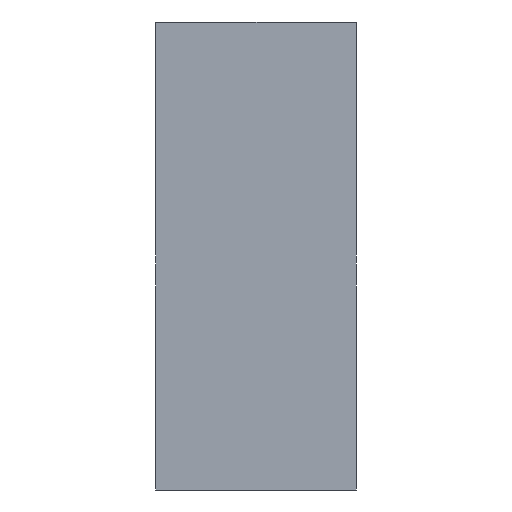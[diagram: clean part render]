
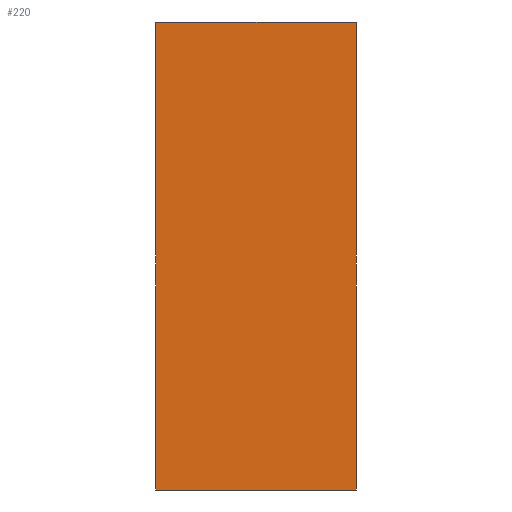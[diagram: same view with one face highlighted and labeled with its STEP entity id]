
A CAD part, left-side view. The second image highlights one B-rep face of the part: STEP entity #220.
In plain terms, the highlighted planar face has unit normal (-1, 0, 0).
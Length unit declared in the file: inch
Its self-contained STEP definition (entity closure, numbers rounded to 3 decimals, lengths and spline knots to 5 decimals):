
#29=PLANE('',#255);
#40=FACE_OUTER_BOUND('',#61,.T.);
#61=EDGE_LOOP('',(#198,#199,#200,#201));
#70=LINE('',#356,#87);
#74=LINE('',#365,#91);
#77=LINE('',#369,#94);
#79=LINE('',#372,#96);
#87=VECTOR('',#298,0.3937);
#91=VECTOR('',#304,0.3937);
#94=VECTOR('',#309,0.3937);
#96=VECTOR('',#313,0.3937);
#119=VERTEX_POINT('',#353);
#120=VERTEX_POINT('',#355);
#123=VERTEX_POINT('',#362);
#124=VERTEX_POINT('',#364);
#142=EDGE_CURVE('',#119,#120,#70,.T.);
#146=EDGE_CURVE('',#123,#124,#74,.T.);
#149=EDGE_CURVE('',#124,#119,#77,.T.);
#151=EDGE_CURVE('',#120,#123,#79,.T.);
#198=ORIENTED_EDGE('',*,*,#142,.F.);
#199=ORIENTED_EDGE('',*,*,#149,.F.);
#200=ORIENTED_EDGE('',*,*,#146,.F.);
#201=ORIENTED_EDGE('',*,*,#151,.F.);
#220=ADVANCED_FACE('',(#40),#29,.F.);
#255=AXIS2_PLACEMENT_3D('',#373,#314,#315);
#298=DIRECTION('',(0.,0.,-1.));
#304=DIRECTION('',(0.,0.,1.));
#309=DIRECTION('',(0.,-1.,0.));
#313=DIRECTION('',(0.,1.,0.));
#314=DIRECTION('center_axis',(1.,0.,0.));
#315=DIRECTION('ref_axis',(0.,1.,0.));
#353=CARTESIAN_POINT('',(-6.25,2.,20.75));
#355=CARTESIAN_POINT('',(-6.25,2.,17.25));
#356=CARTESIAN_POINT('',(-6.25,2.,20.75));
#362=CARTESIAN_POINT('',(-6.25,3.5,17.25));
#364=CARTESIAN_POINT('',(-6.25,3.5,20.75));
#365=CARTESIAN_POINT('',(-6.25,3.5,17.25));
#369=CARTESIAN_POINT('',(-6.25,3.5,20.75));
#372=CARTESIAN_POINT('',(-6.25,2.,17.25));
#373=CARTESIAN_POINT('Origin',(-6.25,2.75,19.));
